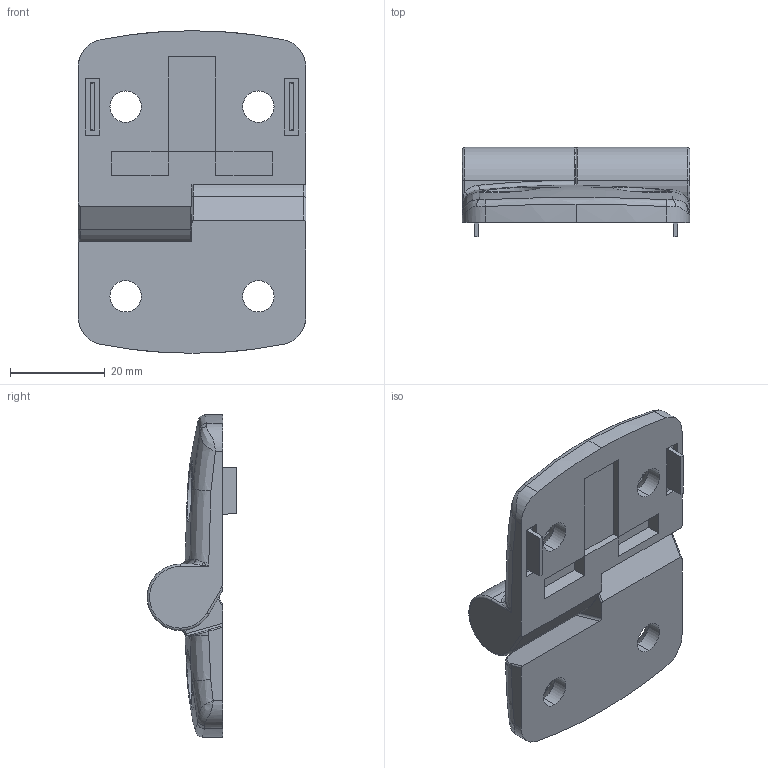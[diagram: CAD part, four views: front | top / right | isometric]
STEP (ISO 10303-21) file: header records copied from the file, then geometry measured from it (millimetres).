
FILE_DESCRIPTION (( 'STEP AP214' ), '1' );
FILE_NAME ('095k3030r00.STEP', '2014-08-13T10:28:48', ( '' ), ( '' ), 'SwSTEP 2.0', 'SolidWorks 2014', '' );
FILE_SCHEMA (( 'AUTOMOTIVE_DESIGN' ));
Length unit declared in the file: millimetre
Products named in the file (4): 095k-01_6-41; 095k40r00_095 k 40 r10; 095k30r00_095 k 30 r00; 095k3030r00
Assembly tree (3 placements, depth 2):
  095k3030r00
    095k30r00_095 k 30 r00
    095k40r00_095 k 40 r10
    095k-01_6-41
Bounding box: 48 x 18.9 x 68 mm (x, y, z)
Volume: 22641.1 mm3; surface area: 11294.4 mm2
Topology: 3 solids, 3 shells, 165 faces, 406 edges, 248 vertices
Faces by surface type: plane 57, cylinder 47, bspline 37, cone 12, torus 12
Entity records: 6938 total; most frequent: CARTESIAN_POINT 3215, ORIENTED_EDGE 800, DIRECTION 651, EDGE_CURVE 400, VERTEX_POINT 248, AXIS2_PLACEMENT_3D 241, EDGE_LOOP 180, LINE 169
